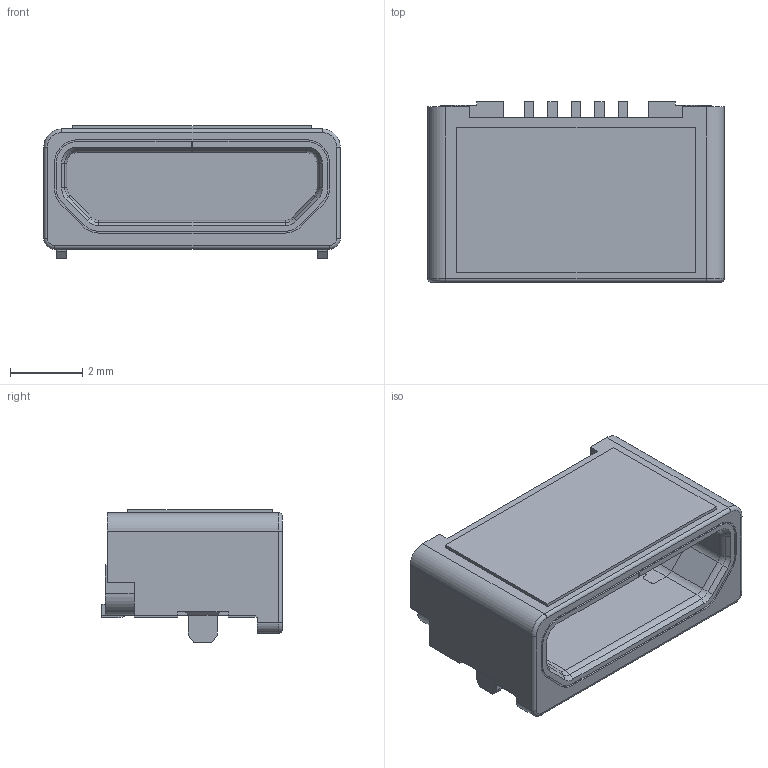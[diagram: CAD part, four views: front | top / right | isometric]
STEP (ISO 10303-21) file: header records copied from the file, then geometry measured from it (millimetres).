
FILE_DESCRIPTION(('Creo Elements/Direct Modeling STEP Export'),'2;1');
FILE_NAME('ZX62WD1-B-5PC.stp','2016-07-26T10:12:44',(''),(''),'Creo Elements/Direct Modeling STEP processor for AP214 (Solid Model)','Creo Elements/Direct Modeling 18.1E 22-Nov-2013 (C) Parametric Technology GmbH','');
FILE_SCHEMA(('AUTOMOTIVE_DESIGN { 1 0 10303 214 1 1 1 1 }'));
Length unit declared in the file: millimetre
Products named in the file (1): ZX62WD1-B-5PC
Bounding box: 8.2 x 5 x 3.67 mm (x, y, z)
Volume: 66.1 mm3; surface area: 240.9 mm2
Topology: 1 solids, 1 shells, 333 faces, 910 edges, 586 vertices
Faces by surface type: plane 234, cylinder 83, torus 10, cone 6
Entity records: 11674 total; most frequent: CARTESIAN_POINT 2024, ORIENTED_EDGE 1820, DIRECTION 1722, EDGE_CURVE 910, VECTOR 714, LINE 714, VERTEX_POINT 586, AXIS2_PLACEMENT_3D 504
